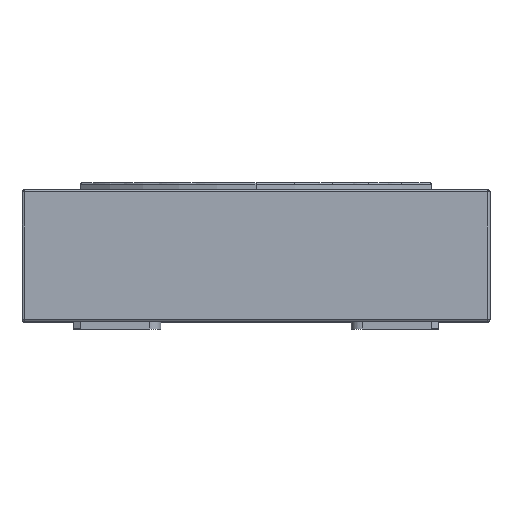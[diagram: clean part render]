
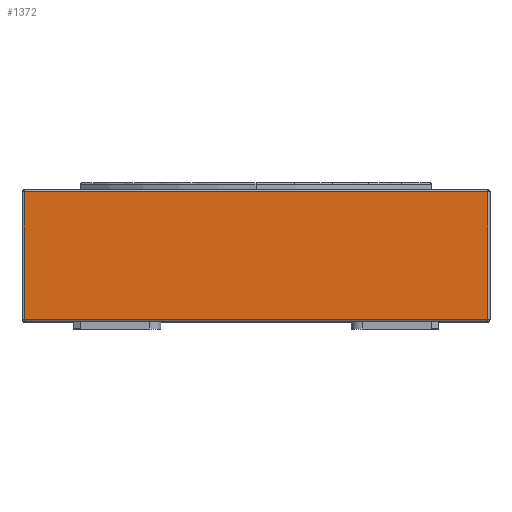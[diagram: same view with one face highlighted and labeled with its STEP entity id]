
A CAD part, top view. The second image highlights one B-rep face of the part: STEP entity #1372.
In plain terms, the highlighted planar face has unit normal (0, 0, 1).
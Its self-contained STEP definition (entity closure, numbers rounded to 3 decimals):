
#134 = CARTESIAN_POINT ( 'NONE',  ( -1.585, 0.95, 2. ) ) ;
#180 = DIRECTION ( 'NONE',  ( 1., 0., 0. ) ) ;
#410 = DIRECTION ( 'NONE',  ( 0., 1., 0. ) ) ;
#446 = CARTESIAN_POINT ( 'NONE',  ( -1.6, 0.935, 2. ) ) ;
#700 = ORIENTED_EDGE ( 'NONE', *, *, #4177, .T. ) ;
#871 = DIRECTION ( 'NONE',  ( -1., 0., 0. ) ) ;
#959 = VERTEX_POINT ( 'NONE', #2088 ) ;
#1093 = DIRECTION ( 'NONE',  ( -1., 0., 0. ) ) ;
#1262 = CARTESIAN_POINT ( 'NONE',  ( 1.585, 0.065, 2. ) ) ;
#1372 = ADVANCED_FACE ( 'NONE', ( #4581 ), #1871, .F. ) ;
#1433 = ORIENTED_EDGE ( 'NONE', *, *, #4487, .T. ) ;
#1448 = DIRECTION ( 'NONE',  ( 0., 0., -1. ) ) ;
#1562 = ORIENTED_EDGE ( 'NONE', *, *, #5015, .T. ) ;
#1606 = CARTESIAN_POINT ( 'NONE',  ( 1.585, 0.95, 2. ) ) ;
#1630 = ORIENTED_EDGE ( 'NONE', *, *, #2573, .T. ) ;
#1700 = VERTEX_POINT ( 'NONE', #4839 ) ;
#1798 = AXIS2_PLACEMENT_3D ( 'NONE', #3163, #1448, #1093 ) ;
#1826 = DIRECTION ( 'NONE',  ( 0., -1., 0. ) ) ;
#1871 = PLANE ( 'NONE',  #1798 ) ;
#1920 = CARTESIAN_POINT ( 'NONE',  ( -1.585, 0.065, 2. ) ) ;
#2001 = LINE ( 'NONE', #134, #2195 ) ;
#2088 = CARTESIAN_POINT ( 'NONE',  ( 1.585, 0.935, 2. ) ) ;
#2195 = VECTOR ( 'NONE', #1826, 1000. ) ;
#2573 = EDGE_CURVE ( 'NONE', #959, #1700, #4423, .T. ) ;
#2885 = LINE ( 'NONE', #3126, #3903 ) ;
#3126 = CARTESIAN_POINT ( 'NONE',  ( -1.6, 0.065, 2. ) ) ;
#3163 = CARTESIAN_POINT ( 'NONE',  ( -1.6, 0.95, 2. ) ) ;
#3330 = VECTOR ( 'NONE', #871, 1000. ) ;
#3571 = VERTEX_POINT ( 'NONE', #1262 ) ;
#3714 = EDGE_LOOP ( 'NONE', ( #1433, #700, #1630, #1562 ) ) ;
#3903 = VECTOR ( 'NONE', #180, 1000. ) ;
#4118 = LINE ( 'NONE', #1606, #4247 ) ;
#4177 = EDGE_CURVE ( 'NONE', #3571, #959, #4118, .T. ) ;
#4247 = VECTOR ( 'NONE', #410, 1000. ) ;
#4423 = LINE ( 'NONE', #446, #3330 ) ;
#4487 = EDGE_CURVE ( 'NONE', #5100, #3571, #2885, .T. ) ;
#4581 = FACE_OUTER_BOUND ( 'NONE', #3714, .T. ) ;
#4839 = CARTESIAN_POINT ( 'NONE',  ( -1.585, 0.935, 2. ) ) ;
#5015 = EDGE_CURVE ( 'NONE', #1700, #5100, #2001, .T. ) ;
#5100 = VERTEX_POINT ( 'NONE', #1920 ) ;
